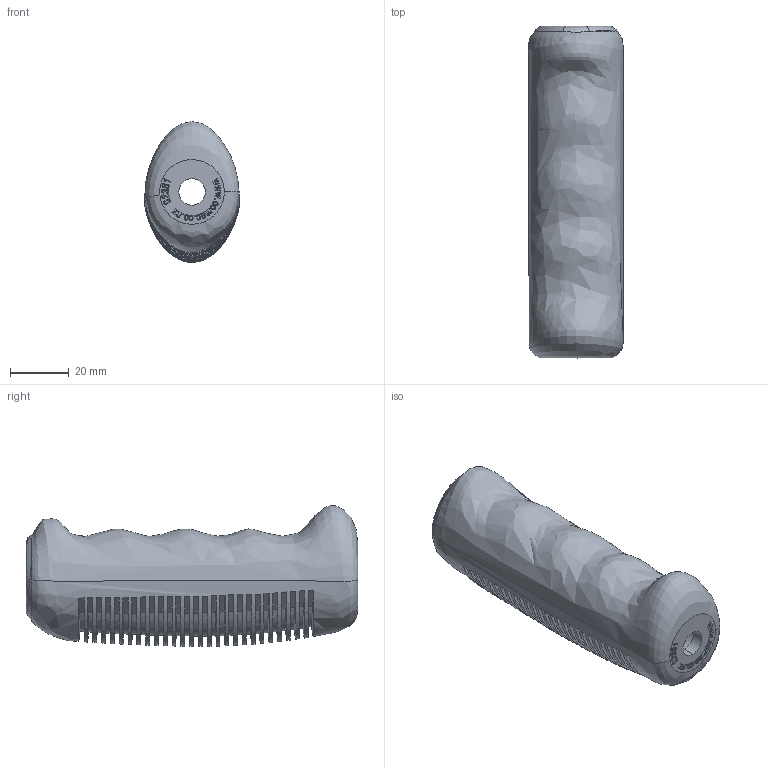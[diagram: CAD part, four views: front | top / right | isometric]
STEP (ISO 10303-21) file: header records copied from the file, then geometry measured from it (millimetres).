
FILE_DESCRIPTION (( 'STEP AP214' ), '1' );
FILE_NAME ('02381-Handgrip Rubber Black 12.7mm.STEP', '2018-07-31T01:15:19', ( '' ), ( '' ), 'SwSTEP 2.0', 'SolidWorks 2018', '' );
FILE_SCHEMA (( 'AUTOMOTIVE_DESIGN' ));
Length unit declared in the file: millimetre
Products named in the file (1): 02381-Handgrip Rubber Black 12.7mm
Bounding box: 32.36 x 113 x 47.93 mm (x, y, z)
Volume: 84906.6 mm3; surface area: 25048.8 mm2
Topology: 1 solids, 1 shells, 466 faces, 1229 edges, 819 vertices
Faces by surface type: bspline 313, plane 149, cylinder 4
Entity records: 65918 total; most frequent: CARTESIAN_POINT 57196, ORIENTED_EDGE 2458, EDGE_CURVE 1229, B_SPLINE_CURVE_WITH_KNOTS 978, VERTEX_POINT 819, DIRECTION 569, EDGE_LOOP 522, ADVANCED_FACE 466
